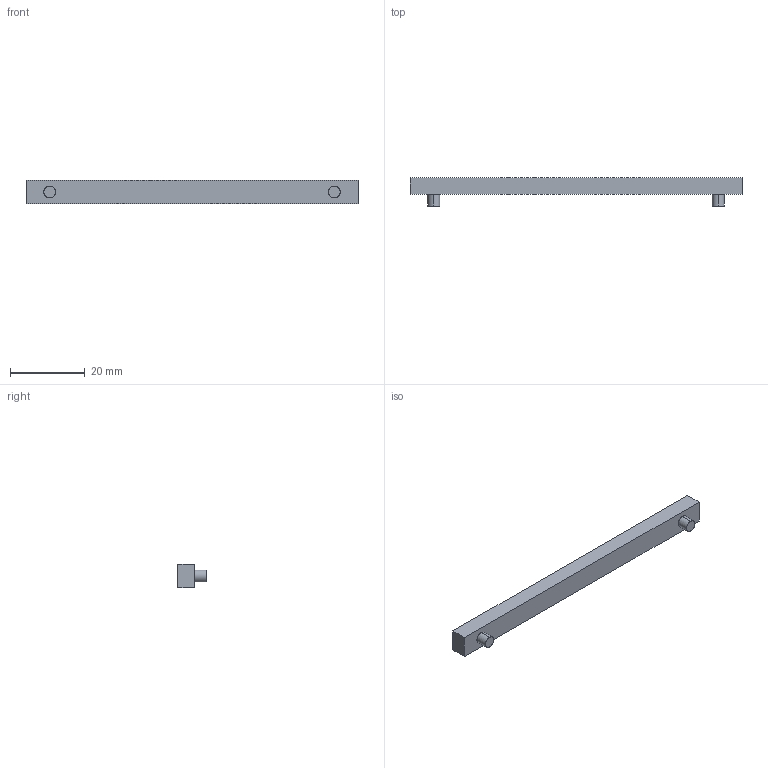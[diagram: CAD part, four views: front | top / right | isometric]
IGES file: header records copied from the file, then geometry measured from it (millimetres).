
Start section: SolidWorks IGES file using analytic representation for surfaces
Global section: file name: N-350-2.IGS; native system: SolidWorks 2012; preprocessor: SolidWorks 2012; author: sraja; date: 120808.131808; units: inch
Bounding box: 88.9 x 7.54 x 6.22 mm (x, y, z)
Surface area: 2000.9 mm2 (no closed solid volume)
Topology: 0 solids, 0 shells, 12 faces, 168 edges, 168 vertices
Faces by surface type: bspline 8, revolution 4
